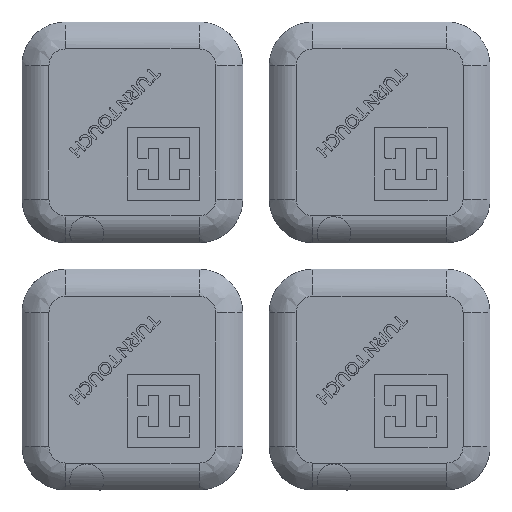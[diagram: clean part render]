
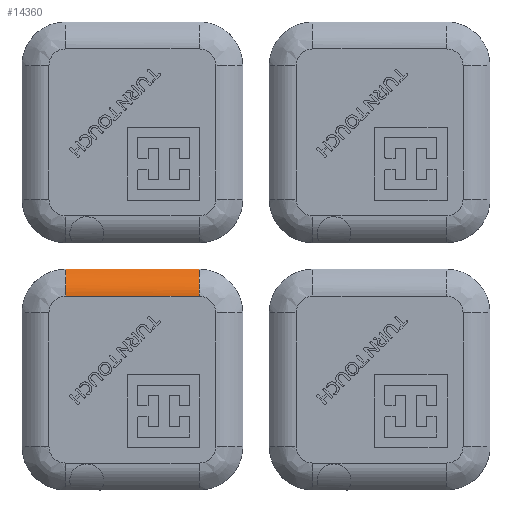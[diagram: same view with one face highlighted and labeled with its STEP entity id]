
A CAD part, front view. The second image highlights one B-rep face of the part: STEP entity #14360.
In plain terms, the highlighted free-form (B-spline) face has degree [4, 1] with [6, 2] control points.
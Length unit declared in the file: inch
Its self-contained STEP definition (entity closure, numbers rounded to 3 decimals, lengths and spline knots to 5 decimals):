
#481=B_SPLINE_SURFACE_WITH_KNOTS('',4,1,((#21500,#21501),(#21502,#21503),
(#21504,#21505),(#21506,#21507),(#21508,#21509),(#21510,#21511)),
 .UNSPECIFIED.,.F.,.F.,.F.,(5,1,5),(2,2),(-1.,-0.53139,0.),(0.,
2.53492),.UNSPECIFIED.);
#986=FACE_OUTER_BOUND('',#1828,.T.);
#1828=EDGE_LOOP('',(#9914,#9915,#9916,#9917));
#2791=LINE('',#21518,#3915);
#3915=VECTOR('',#16306,0.998);
#4975=B_SPLINE_CURVE_WITH_KNOTS('',3,(#20886,#20887,#20888,#20889,#20890,
#20891),.UNSPECIFIED.,.F.,.F.,(4,2,4),(-2.53492,-1.26746,0.),
 .UNSPECIFIED.);
#5001=B_SPLINE_CURVE_WITH_KNOTS('',4,(#21488,#21489,#21490,#21491,#21492),
 .UNSPECIFIED.,.F.,.F.,(5,5),(0.6211,1.),.UNSPECIFIED.);
#5003=B_SPLINE_CURVE_WITH_KNOTS('',4,(#21513,#21514,#21515,#21516,#21517),
 .UNSPECIFIED.,.F.,.F.,(5,5),(-1.,-0.6211),.UNSPECIFIED.);
#5857=VERTEX_POINT('',#20883);
#5858=VERTEX_POINT('',#20885);
#5884=VERTEX_POINT('',#21487);
#5886=VERTEX_POINT('',#21512);
#7393=EDGE_CURVE('',#5858,#5857,#4975,.T.);
#7440=EDGE_CURVE('',#5858,#5884,#5001,.T.);
#7443=EDGE_CURVE('',#5886,#5857,#5003,.T.);
#7444=EDGE_CURVE('',#5884,#5886,#2791,.T.);
#9914=ORIENTED_EDGE('',*,*,#7393,.T.);
#9915=ORIENTED_EDGE('',*,*,#7443,.F.);
#9916=ORIENTED_EDGE('',*,*,#7444,.F.);
#9917=ORIENTED_EDGE('',*,*,#7440,.F.);
#14360=ADVANCED_FACE('',(#986),#481,.T.);
#16306=DIRECTION('',(-1.,0.,0.));
#20883=CARTESIAN_POINT('',(-0.499,0.12011,0.82617));
#20885=CARTESIAN_POINT('',(0.499,0.12011,0.82617));
#20886=CARTESIAN_POINT('Ctrl Pts',(0.499,0.12011,0.82617));
#20887=CARTESIAN_POINT('Ctrl Pts',(0.33267,0.12011,
0.82617));
#20888=CARTESIAN_POINT('Ctrl Pts',(0.16633,0.12011,
0.82617));
#20889=CARTESIAN_POINT('Ctrl Pts',(-0.16633,0.12011,
0.82617));
#20890=CARTESIAN_POINT('Ctrl Pts',(-0.33267,0.12011,
0.82617));
#20891=CARTESIAN_POINT('Ctrl Pts',(-0.499,0.12011,0.82617));
#21487=CARTESIAN_POINT('',(0.499,0.,0.625));
#21488=CARTESIAN_POINT('Ctrl Pts',(0.499,0.12011,0.82617));
#21489=CARTESIAN_POINT('Ctrl Pts',(0.499,0.05661,0.77368));
#21490=CARTESIAN_POINT('Ctrl Pts',(0.499,0.01056,0.71372));
#21491=CARTESIAN_POINT('Ctrl Pts',(0.499,0.,0.67898));
#21492=CARTESIAN_POINT('Ctrl Pts',(0.499,0.,0.625));
#21500=CARTESIAN_POINT('Ctrl Pts',(0.499,0.,0.625));
#21501=CARTESIAN_POINT('Ctrl Pts',(-0.499,0.,0.625));
#21502=CARTESIAN_POINT('Ctrl Pts',(0.499,0.,0.69176));
#21503=CARTESIAN_POINT('Ctrl Pts',(-0.499,0.,0.69176));
#21504=CARTESIAN_POINT('Ctrl Pts',(0.499,0.03448,0.77143));
#21505=CARTESIAN_POINT('Ctrl Pts',(-0.499,0.03448,0.77143));
#21506=CARTESIAN_POINT('Ctrl Pts',(0.499,0.35717,1.10003));
#21507=CARTESIAN_POINT('Ctrl Pts',(-0.499,0.35717,1.10003));
#21508=CARTESIAN_POINT('Ctrl Pts',(0.499,0.45,0.74109));
#21509=CARTESIAN_POINT('Ctrl Pts',(-0.499,0.45,0.74109));
#21510=CARTESIAN_POINT('Ctrl Pts',(0.499,0.45,0.625));
#21511=CARTESIAN_POINT('Ctrl Pts',(-0.499,0.45,0.625));
#21512=CARTESIAN_POINT('',(-0.499,0.,0.625));
#21513=CARTESIAN_POINT('Ctrl Pts',(-0.499,0.,0.625));
#21514=CARTESIAN_POINT('Ctrl Pts',(-0.499,0.,0.67898));
#21515=CARTESIAN_POINT('Ctrl Pts',(-0.499,0.01056,0.71372));
#21516=CARTESIAN_POINT('Ctrl Pts',(-0.499,0.05661,0.77368));
#21517=CARTESIAN_POINT('Ctrl Pts',(-0.499,0.12011,0.82617));
#21518=CARTESIAN_POINT('',(0.499,0.,0.625));
